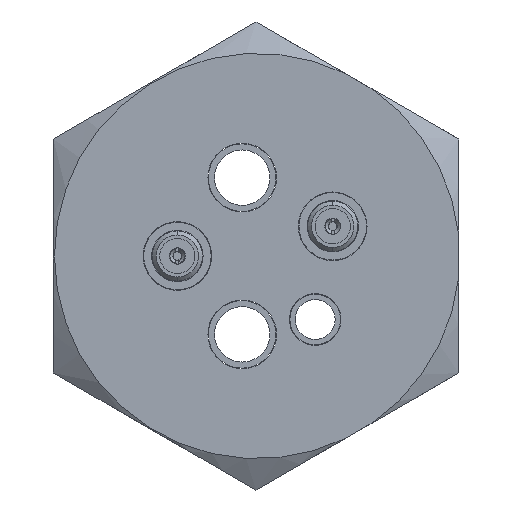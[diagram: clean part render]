
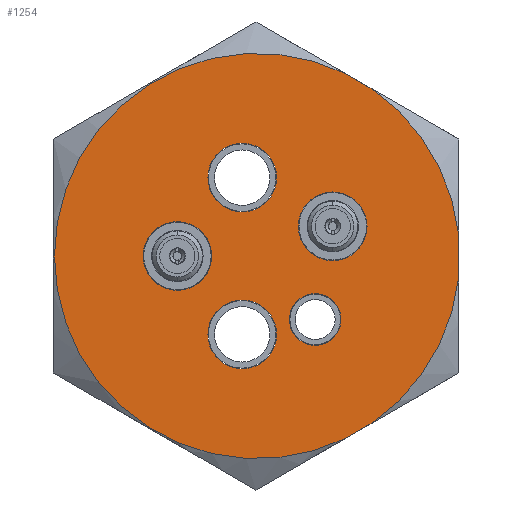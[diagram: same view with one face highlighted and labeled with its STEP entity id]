
A CAD part, left-side view. The second image highlights one B-rep face of the part: STEP entity #1254.
In plain terms, the highlighted planar face has unit normal (-1, 0, 0).
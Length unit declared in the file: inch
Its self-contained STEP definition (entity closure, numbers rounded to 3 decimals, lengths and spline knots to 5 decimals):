
#574=FACE_BOUND('',#1613,.T.);
#575=FACE_BOUND('',#1614,.T.);
#576=FACE_BOUND('',#1615,.T.);
#577=FACE_BOUND('',#1616,.T.);
#578=FACE_BOUND('',#1617,.T.);
#579=FACE_BOUND('',#1618,.T.);
#782=CIRCLE('',#3244,0.127);
#783=CIRCLE('',#3245,0.127);
#784=CIRCLE('',#3246,0.127);
#785=CIRCLE('',#3247,0.127);
#786=CIRCLE('',#3248,0.0955);
#787=CIRCLE('',#3249,0.75);
#788=CIRCLE('',#3250,0.75);
#789=CIRCLE('',#3251,0.75);
#1254=ADVANCED_FACE('',(#574,#575,#576,#577,#578,#579),#1438,.F.);
#1438=PLANE('',#3252);
#1613=EDGE_LOOP('',(#1963));
#1614=EDGE_LOOP('',(#1964));
#1615=EDGE_LOOP('',(#1965));
#1616=EDGE_LOOP('',(#1966));
#1617=EDGE_LOOP('',(#1967));
#1618=EDGE_LOOP('',(#1968,#1969,#1970,#1971,#1972,#1973));
#1963=ORIENTED_EDGE('',*,*,#2767,.T.);
#1964=ORIENTED_EDGE('',*,*,#2768,.T.);
#1965=ORIENTED_EDGE('',*,*,#2769,.T.);
#1966=ORIENTED_EDGE('',*,*,#2770,.T.);
#1967=ORIENTED_EDGE('',*,*,#2771,.T.);
#1968=ORIENTED_EDGE('',*,*,#2772,.T.);
#1969=ORIENTED_EDGE('',*,*,#2758,.F.);
#1970=ORIENTED_EDGE('',*,*,#2773,.T.);
#1971=ORIENTED_EDGE('',*,*,#2765,.F.);
#1972=ORIENTED_EDGE('',*,*,#2774,.T.);
#1973=ORIENTED_EDGE('',*,*,#2762,.F.);
#2524=VERTEX_POINT('',#4674);
#2525=VERTEX_POINT('',#4676);
#2527=VERTEX_POINT('',#4688);
#2528=VERTEX_POINT('',#4690);
#2529=VERTEX_POINT('',#4700);
#2530=VERTEX_POINT('',#4702);
#2531=VERTEX_POINT('',#4709);
#2532=VERTEX_POINT('',#4711);
#2533=VERTEX_POINT('',#4713);
#2534=VERTEX_POINT('',#4715);
#2535=VERTEX_POINT('',#4717);
#2758=EDGE_CURVE('',#2524,#2525,#3038,.T.);
#2762=EDGE_CURVE('',#2527,#2528,#3040,.T.);
#2765=EDGE_CURVE('',#2529,#2530,#3041,.T.);
#2767=EDGE_CURVE('',#2531,#2531,#782,.T.);
#2768=EDGE_CURVE('',#2532,#2532,#783,.T.);
#2769=EDGE_CURVE('',#2533,#2533,#784,.T.);
#2770=EDGE_CURVE('',#2534,#2534,#785,.T.);
#2771=EDGE_CURVE('',#2535,#2535,#786,.T.);
#2772=EDGE_CURVE('',#2527,#2525,#787,.T.);
#2773=EDGE_CURVE('',#2524,#2530,#788,.T.);
#2774=EDGE_CURVE('',#2529,#2528,#789,.T.);
#3038=LINE('',#4675,#3131);
#3040=LINE('',#4689,#3133);
#3041=LINE('',#4701,#3134);
#3131=VECTOR('',#3694,1.);
#3133=VECTOR('',#3698,1.);
#3134=VECTOR('',#3701,1.);
#3244=AXIS2_PLACEMENT_3D('',#4708,#3704,#3705);
#3245=AXIS2_PLACEMENT_3D('',#4710,#3706,#3707);
#3246=AXIS2_PLACEMENT_3D('',#4712,#3708,#3709);
#3247=AXIS2_PLACEMENT_3D('',#4714,#3710,#3711);
#3248=AXIS2_PLACEMENT_3D('',#4716,#3712,#3713);
#3249=AXIS2_PLACEMENT_3D('',#4718,#3714,#3715);
#3250=AXIS2_PLACEMENT_3D('',#4719,#3716,#3717);
#3251=AXIS2_PLACEMENT_3D('',#4720,#3718,#3719);
#3252=AXIS2_PLACEMENT_3D('',#4721,#3720,#3721);
#3694=DIRECTION('',(0.,0.,-1.));
#3698=DIRECTION('',(0.,0.866,-0.5));
#3701=DIRECTION('',(0.,-0.866,-0.5));
#3704=DIRECTION('',(1.,0.,0.));
#3705=DIRECTION('',(0.,0.,-1.));
#3706=DIRECTION('',(1.,0.,0.));
#3707=DIRECTION('',(0.,0.,-1.));
#3708=DIRECTION('',(1.,0.,0.));
#3709=DIRECTION('',(0.,0.,-1.));
#3710=DIRECTION('',(1.,0.,0.));
#3711=DIRECTION('',(0.,0.,-1.));
#3712=DIRECTION('',(1.,0.,0.));
#3713=DIRECTION('',(0.,0.,-1.));
#3714=DIRECTION('',(-1.,0.,0.));
#3715=DIRECTION('',(0.,0.,1.));
#3716=DIRECTION('',(-1.,0.,0.));
#3717=DIRECTION('',(0.,0.,1.));
#3718=DIRECTION('',(-1.,0.,0.));
#3719=DIRECTION('',(0.,0.,1.));
#3720=DIRECTION('',(1.,0.,0.));
#3721=DIRECTION('',(0.,0.,-1.));
#4674=CARTESIAN_POINT('',(-0.38,-0.74598,0.07757));
#4675=CARTESIAN_POINT('',(-0.38,-0.74598,0.433));
#4676=CARTESIAN_POINT('',(-0.38,-0.74598,-0.07757));
#4688=CARTESIAN_POINT('',(-0.38,-0.42165,-0.62025));
#4689=CARTESIAN_POINT('',(-0.38,-0.74598,-0.433));
#4690=CARTESIAN_POINT('',(-0.38,-0.32633,-0.67529));
#4700=CARTESIAN_POINT('',(-0.38,-0.32633,0.67529));
#4701=CARTESIAN_POINT('',(-0.38,0.004,0.866));
#4702=CARTESIAN_POINT('',(-0.38,-0.42165,0.62025));
#4708=CARTESIAN_POINT('',(-0.38,0.055,-0.29));
#4709=CARTESIAN_POINT('',(-0.38,0.055,-0.417));
#4710=CARTESIAN_POINT('',(-0.38,0.295,0.));
#4711=CARTESIAN_POINT('',(-0.38,0.295,-0.127));
#4712=CARTESIAN_POINT('',(-0.38,0.055,0.29));
#4713=CARTESIAN_POINT('',(-0.38,0.055,0.163));
#4714=CARTESIAN_POINT('',(-0.38,-0.28,0.11));
#4715=CARTESIAN_POINT('',(-0.38,-0.28,-0.017));
#4716=CARTESIAN_POINT('',(-0.38,-0.215,-0.235));
#4717=CARTESIAN_POINT('',(-0.38,-0.215,-0.3305));
#4718=CARTESIAN_POINT('',(-0.38,0.,0.));
#4719=CARTESIAN_POINT('',(-0.38,0.,0.));
#4720=CARTESIAN_POINT('',(-0.38,0.,0.));
#4721=CARTESIAN_POINT('',(-0.38,0.75,0.));
